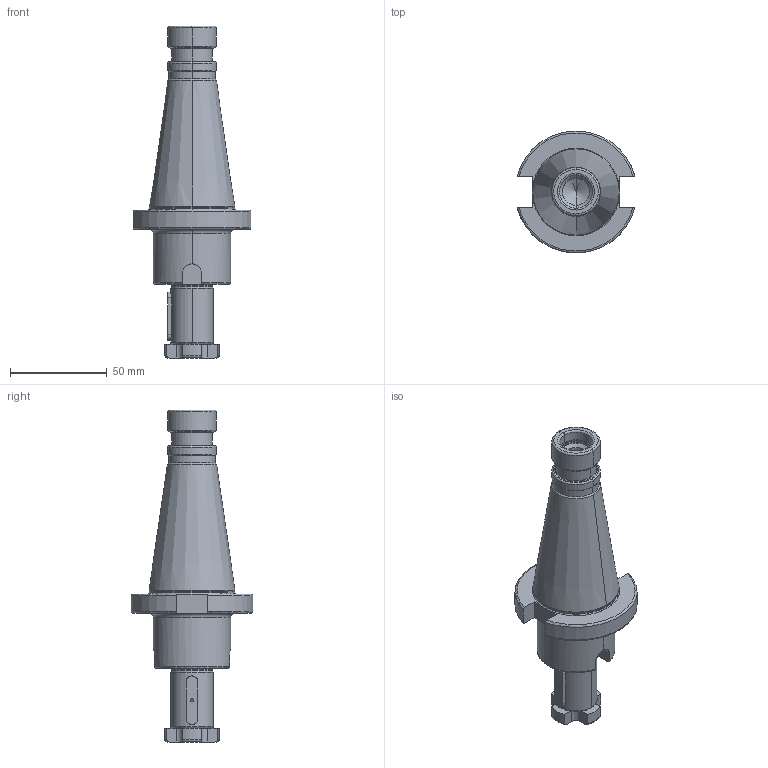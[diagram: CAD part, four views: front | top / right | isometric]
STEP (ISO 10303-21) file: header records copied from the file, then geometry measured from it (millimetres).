
FILE_DESCRIPTION((''),'2;1');
FILE_NAME('401_10_22','2020-09-04T',('103090'),(''),'CREO PARAMETRIC BY PTC INC, 2016260','CREO PARAMETRIC BY PTC INC, 2016260','');
FILE_SCHEMA(('CONFIG_CONTROL_DESIGN'));
Length unit declared in the file: millimetre
Products named in the file (1): 401_10_22
Bounding box: 60.91 x 62.76 x 171.4 mm (x, y, z)
Volume: 147002.8 mm3; surface area: 26776.4 mm2
Topology: 1 solids, 2 shells, 147 faces, 342 edges, 203 vertices
Faces by surface type: plane 47, cylinder 42, torus 38, cone 20
Entity records: 4430 total; most frequent: CARTESIAN_POINT 991, DIRECTION 770, ORIENTED_EDGE 680, EDGE_CURVE 340, AXIS2_PLACEMENT_3D 312, VERTEX_POINT 203, CIRCLE 162, EDGE_LOOP 153
